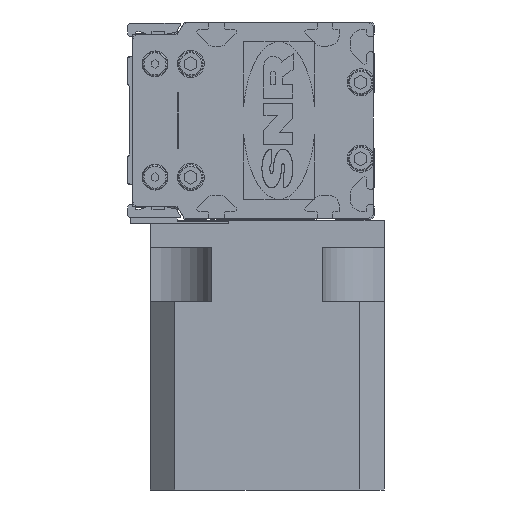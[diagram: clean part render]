
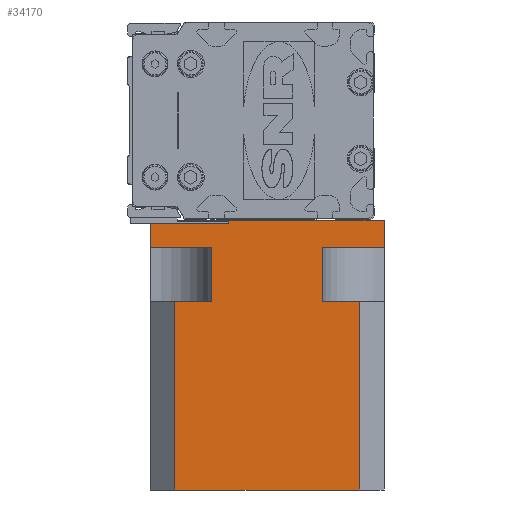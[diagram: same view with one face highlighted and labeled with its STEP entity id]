
A CAD part, left-side view. The second image highlights one B-rep face of the part: STEP entity #34170.
In plain terms, the highlighted planar face has unit normal (-1, 0, 0).
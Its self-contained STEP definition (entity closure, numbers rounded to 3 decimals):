
#11655=DIRECTION('',(0.,0.,-1.));
#11656=VECTOR('',#11655,22.);
#11657=CARTESIAN_POINT('',(-87.5,21.,-51.5));
#11658=LINE('',#11657,#11656);
#11659=DIRECTION('',(0.,0.,-1.));
#11660=VECTOR('',#11659,76.5);
#11661=CARTESIAN_POINT('',(-87.5,6.,-73.5));
#11662=LINE('',#11661,#11660);
#11663=DIRECTION('',(0.,-1.,0.));
#11664=VECTOR('',#11663,95.);
#11665=CARTESIAN_POINT('',(-87.5,91.,-40.5));
#11666=LINE('',#11665,#11664);
#11667=DIRECTION('',(0.,0.,-1.));
#11668=VECTOR('',#11667,11.);
#11669=CARTESIAN_POINT('',(-87.5,-4.,-40.5));
#11670=LINE('',#11669,#11668);
#11717=DIRECTION('',(0.,1.,0.));
#11718=VECTOR('',#11717,15.);
#11719=CARTESIAN_POINT('',(-87.5,6.,-73.5));
#11720=LINE('',#11719,#11718);
#11721=DIRECTION('',(0.,1.,0.));
#11722=VECTOR('',#11721,15.);
#11723=CARTESIAN_POINT('',(-87.5,66.,-73.5));
#11724=LINE('',#11723,#11722);
#11779=DIRECTION('',(0.,0.,-1.));
#11780=VECTOR('',#11779,11.);
#11781=CARTESIAN_POINT('',(-87.5,91.,-40.5));
#11782=LINE('',#11781,#11780);
#11793=DIRECTION('',(0.,0.,-1.));
#11794=VECTOR('',#11793,22.);
#11795=CARTESIAN_POINT('',(-87.5,66.,-51.5));
#11796=LINE('',#11795,#11794);
#11813=DIRECTION('',(0.,1.,0.));
#11814=VECTOR('',#11813,25.);
#11815=CARTESIAN_POINT('',(-87.5,-4.,-51.5));
#11816=LINE('',#11815,#11814);
#11825=DIRECTION('',(0.,1.,0.));
#11826=VECTOR('',#11825,25.);
#11827=CARTESIAN_POINT('',(-87.5,66.,-51.5));
#11828=LINE('',#11827,#11826);
#11871=DIRECTION('',(0.,1.,0.));
#11872=VECTOR('',#11871,75.);
#11873=CARTESIAN_POINT('',(-87.5,6.,-150.));
#11874=LINE('',#11873,#11872);
#11895=DIRECTION('',(0.,0.,-1.));
#11896=VECTOR('',#11895,76.5);
#11897=CARTESIAN_POINT('',(-87.5,81.,-73.5));
#11898=LINE('',#11897,#11896);
#20166=CARTESIAN_POINT('',(-87.5,6.,-73.5));
#20168=VERTEX_POINT('',#20166);
#20169=CARTESIAN_POINT('',(-87.5,81.,-73.5));
#20171=VERTEX_POINT('',#20169);
#20185=CARTESIAN_POINT('',(-87.5,6.,-150.));
#20186=VERTEX_POINT('',#20185);
#20187=CARTESIAN_POINT('',(-87.5,81.,-150.));
#20188=VERTEX_POINT('',#20187);
#20189=CARTESIAN_POINT('',(-87.5,91.,-40.5));
#20190=CARTESIAN_POINT('',(-87.5,91.,-51.5));
#20191=VERTEX_POINT('',#20189);
#20192=VERTEX_POINT('',#20190);
#20201=CARTESIAN_POINT('',(-87.5,-4.,-40.5));
#20202=CARTESIAN_POINT('',(-87.5,-4.,-51.5));
#20203=VERTEX_POINT('',#20201);
#20204=VERTEX_POINT('',#20202);
#20213=CARTESIAN_POINT('',(-87.5,21.,-51.5));
#20215=VERTEX_POINT('',#20213);
#20218=CARTESIAN_POINT('',(-87.5,66.,-51.5));
#20220=VERTEX_POINT('',#20218);
#20229=CARTESIAN_POINT('',(-87.5,21.,-73.5));
#20231=VERTEX_POINT('',#20229);
#20234=CARTESIAN_POINT('',(-87.5,66.,-73.5));
#20236=VERTEX_POINT('',#20234);
#34140=CARTESIAN_POINT('',(-87.5,21.,-40.5));
#34141=DIRECTION('',(-1.,0.,0.));
#34142=DIRECTION('',(0.,1.,0.));
#34143=AXIS2_PLACEMENT_3D('',#34140,#34141,#34142);
#34144=PLANE('',#34143);
#34146=ORIENTED_EDGE('',*,*,#34145,.T.);
#34148=ORIENTED_EDGE('',*,*,#34147,.F.);
#34150=ORIENTED_EDGE('',*,*,#34149,.T.);
#34152=ORIENTED_EDGE('',*,*,#34151,.T.);
#34154=ORIENTED_EDGE('',*,*,#34153,.F.);
#34156=ORIENTED_EDGE('',*,*,#34155,.F.);
#34158=ORIENTED_EDGE('',*,*,#34157,.F.);
#34160=ORIENTED_EDGE('',*,*,#34159,.T.);
#34162=ORIENTED_EDGE('',*,*,#34161,.F.);
#34163=ORIENTED_EDGE('',*,*,#34125,.T.);
#34165=ORIENTED_EDGE('',*,*,#34164,.T.);
#34167=ORIENTED_EDGE('',*,*,#34166,.T.);
#34168=EDGE_LOOP('',(#34146,#34148,#34150,#34152,#34154,#34156,#34158,#34160,
#34162,#34163,#34165,#34167));
#34169=FACE_OUTER_BOUND('',#34168,.F.);
#34170=ADVANCED_FACE('',(#34169),#34144,.T.);
#34125=EDGE_CURVE('',#20191,#20203,#11666,.T.);
#34145=EDGE_CURVE('',#20215,#20231,#11658,.T.);
#34147=EDGE_CURVE('',#20168,#20231,#11720,.T.);
#34149=EDGE_CURVE('',#20168,#20186,#11662,.T.);
#34151=EDGE_CURVE('',#20186,#20188,#11874,.T.);
#34153=EDGE_CURVE('',#20171,#20188,#11898,.T.);
#34155=EDGE_CURVE('',#20236,#20171,#11724,.T.);
#34157=EDGE_CURVE('',#20220,#20236,#11796,.T.);
#34159=EDGE_CURVE('',#20220,#20192,#11828,.T.);
#34161=EDGE_CURVE('',#20191,#20192,#11782,.T.);
#34164=EDGE_CURVE('',#20203,#20204,#11670,.T.);
#34166=EDGE_CURVE('',#20204,#20215,#11816,.T.);
